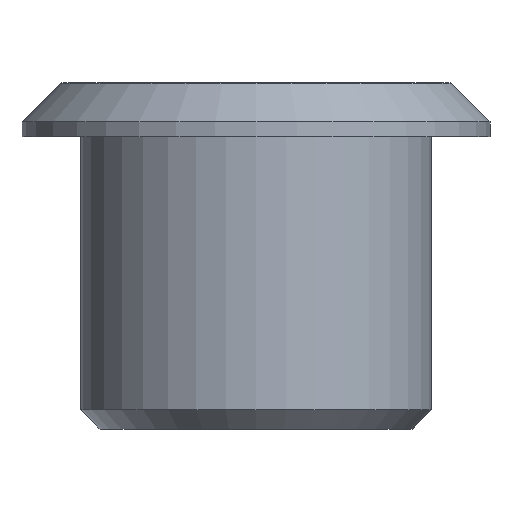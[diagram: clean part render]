
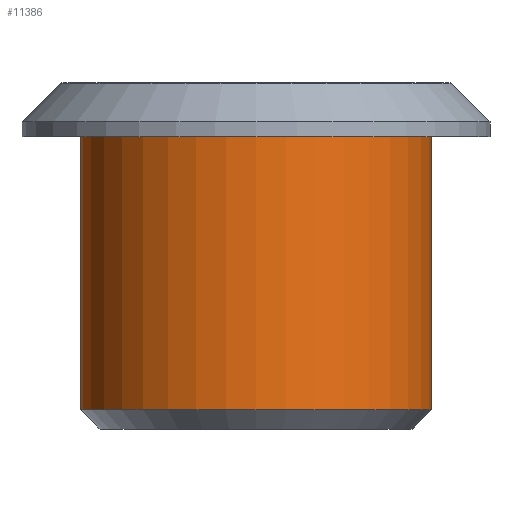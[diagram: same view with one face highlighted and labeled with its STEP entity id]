
A CAD part, front view. The second image highlights one B-rep face of the part: STEP entity #11386.
In plain terms, the highlighted cylindrical face has radius 18 mm (diameter 36 mm), a full revolution.
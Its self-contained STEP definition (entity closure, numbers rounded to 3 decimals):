
#633=CIRCLE('',#12044,18.);
#634=CIRCLE('',#12046,18.);
#744=FACE_OUTER_BOUND('',#1383,.T.);
#1383=EDGE_LOOP('',(#7840,#7841,#7842,#7843));
#3018=LINE('',#17052,#3820);
#3820=VECTOR('',#12445,18.);
#4686=VERTEX_POINT('',#17047);
#4687=VERTEX_POINT('',#17051);
#5959=EDGE_CURVE('',#4686,#4686,#633,.T.);
#5960=EDGE_CURVE('',#4686,#4687,#3018,.T.);
#5961=EDGE_CURVE('',#4687,#4687,#634,.T.);
#7840=ORIENTED_EDGE('',*,*,#5959,.F.);
#7841=ORIENTED_EDGE('',*,*,#5960,.T.);
#7842=ORIENTED_EDGE('',*,*,#5961,.F.);
#7843=ORIENTED_EDGE('',*,*,#5960,.F.);
#11314=CYLINDRICAL_SURFACE('',#12045,18.);
#11386=ADVANCED_FACE('',(#744),#11314,.T.);
#12044=AXIS2_PLACEMENT_3D('',#17049,#12441,#12442);
#12045=AXIS2_PLACEMENT_3D('',#17050,#12443,#12444);
#12046=AXIS2_PLACEMENT_3D('',#17053,#12446,#12447);
#12441=DIRECTION('center_axis',(0.,0.,-1.));
#12442=DIRECTION('ref_axis',(1.,0.,0.));
#12443=DIRECTION('center_axis',(0.,0.,-1.));
#12444=DIRECTION('ref_axis',(1.,0.,0.));
#12445=DIRECTION('',(0.,0.,1.));
#12446=DIRECTION('center_axis',(0.,0.,1.));
#12447=DIRECTION('ref_axis',(1.,0.,0.));
#17047=CARTESIAN_POINT('',(-18.,0.,-28.));
#17049=CARTESIAN_POINT('Origin',(0.,0.,-28.));
#17050=CARTESIAN_POINT('Origin',(0.,0.,0.));
#17051=CARTESIAN_POINT('',(-18.,0.,0.));
#17052=CARTESIAN_POINT('',(-18.,0.,0.));
#17053=CARTESIAN_POINT('Origin',(0.,0.,0.));
